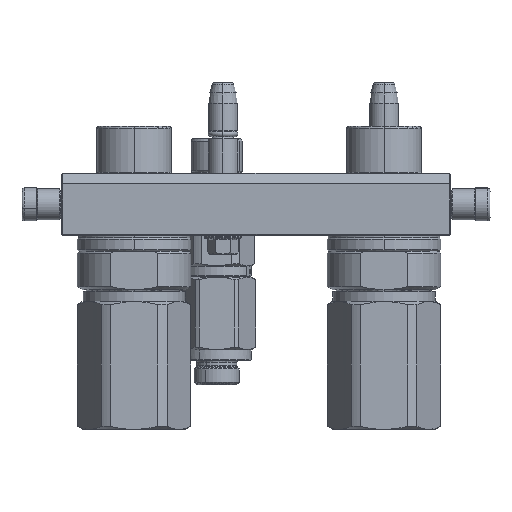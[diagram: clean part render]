
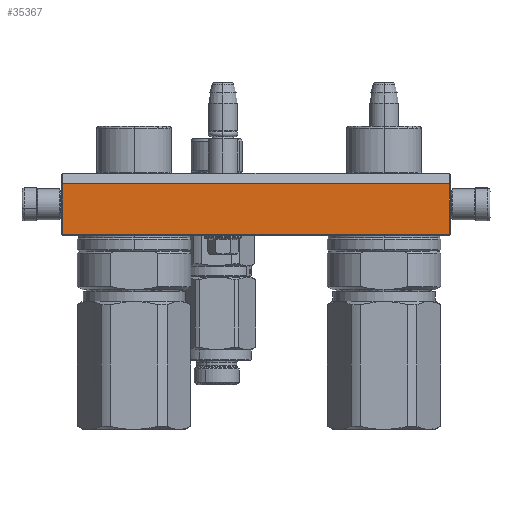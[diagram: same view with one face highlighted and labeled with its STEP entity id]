
A CAD part, left-side view. The second image highlights one B-rep face of the part: STEP entity #35367.
In plain terms, the highlighted face is planar.
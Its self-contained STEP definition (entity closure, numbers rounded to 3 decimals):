
#1185 = VECTOR ( 'NONE', #16542, 1000. ) ;
#2226 = LINE ( 'NONE', #29753, #27641 ) ;
#3230 = CARTESIAN_POINT ( 'NONE',  ( 93.5, 29.5, -45. ) ) ;
#7238 = CARTESIAN_POINT ( 'NONE',  ( 93.5, 5., -45. ) ) ;
#8695 = ORIENTED_EDGE ( 'NONE', *, *, #15782, .F. ) ;
#15782 = EDGE_CURVE ( 'NONE', #53819, #42240, #36003, .T. ) ;
#16542 = DIRECTION ( 'NONE',  ( -1., 0., 0. ) ) ;
#21092 = ORIENTED_EDGE ( 'NONE', *, *, #51987, .T. ) ;
#22302 = CARTESIAN_POINT ( 'NONE',  ( 93.5, 29.5, -45. ) ) ;
#26345 = LINE ( 'NONE', #7238, #74456 ) ;
#26833 = VERTEX_POINT ( 'NONE', #71131 ) ;
#27641 = VECTOR ( 'NONE', #59524, 1000. ) ;
#28671 = EDGE_LOOP ( 'NONE', ( #21092, #8695, #48683, #60778 ) ) ;
#29753 = CARTESIAN_POINT ( 'NONE',  ( -93.5, 5., -45. ) ) ;
#35165 = PLANE ( 'NONE',  #59617 ) ;
#35367 = ADVANCED_FACE ( 'NONE', ( #47639 ), #35165, .T. ) ;
#36003 = LINE ( 'NONE', #22302, #1185 ) ;
#36168 = CARTESIAN_POINT ( 'NONE',  ( 94., 0., -45. ) ) ;
#39839 = DIRECTION ( 'NONE',  ( 0., 1., 0. ) ) ;
#40373 = CARTESIAN_POINT ( 'NONE',  ( -93.5, 29.5, -45. ) ) ;
#41474 = DIRECTION ( 'NONE',  ( 0., 0., -1. ) ) ;
#42240 = VERTEX_POINT ( 'NONE', #40373 ) ;
#47639 = FACE_OUTER_BOUND ( 'NONE', #28671, .T. ) ;
#48241 = DIRECTION ( 'NONE',  ( -1., 0., 0. ) ) ;
#48505 = LINE ( 'NONE', #74280, #62691 ) ;
#48683 = ORIENTED_EDGE ( 'NONE', *, *, #77376, .F. ) ;
#48690 = EDGE_CURVE ( 'NONE', #72746, #26833, #48505, .T. ) ;
#49829 = CARTESIAN_POINT ( 'NONE',  ( 93.5, 5., -45. ) ) ;
#51987 = EDGE_CURVE ( 'NONE', #26833, #42240, #2226, .T. ) ;
#53819 = VERTEX_POINT ( 'NONE', #3230 ) ;
#59524 = DIRECTION ( 'NONE',  ( 0., 1., 0. ) ) ;
#59617 = AXIS2_PLACEMENT_3D ( 'NONE', #36168, #41474, #48241 ) ;
#60778 = ORIENTED_EDGE ( 'NONE', *, *, #48690, .T. ) ;
#62132 = DIRECTION ( 'NONE',  ( -1., 0., 0. ) ) ;
#62691 = VECTOR ( 'NONE', #62132, 1000. ) ;
#71131 = CARTESIAN_POINT ( 'NONE',  ( -93.5, 5., -45. ) ) ;
#72746 = VERTEX_POINT ( 'NONE', #49829 ) ;
#74280 = CARTESIAN_POINT ( 'NONE',  ( 93.5, 5., -45. ) ) ;
#74456 = VECTOR ( 'NONE', #39839, 1000. ) ;
#77376 = EDGE_CURVE ( 'NONE', #72746, #53819, #26345, .T. ) ;
